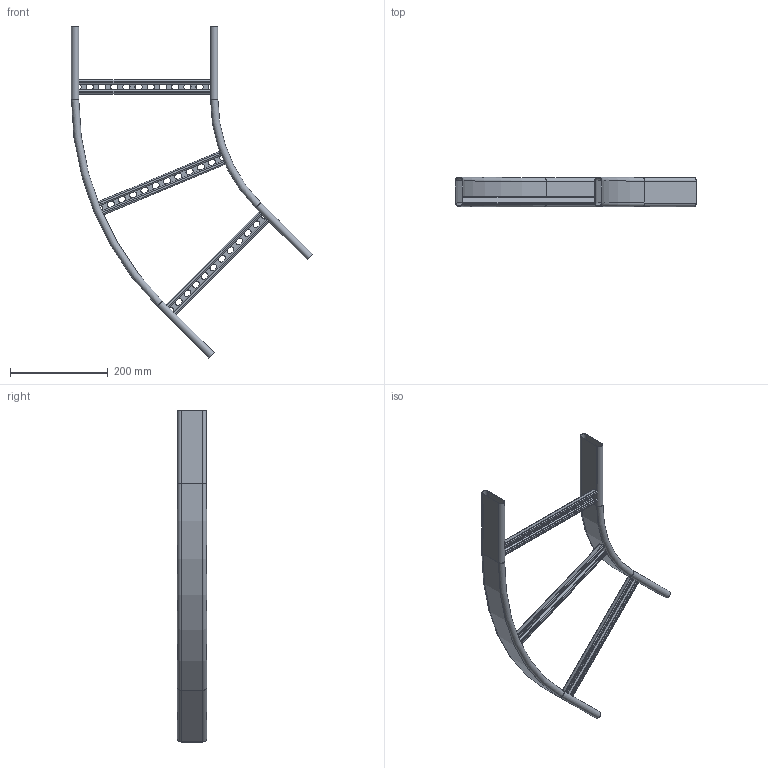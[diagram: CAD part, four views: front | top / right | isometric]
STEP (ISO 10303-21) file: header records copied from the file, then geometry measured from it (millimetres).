
FILE_DESCRIPTION (( 'STEP AP203' ), '1' );
FILE_NAME ('10-02-2694.STEP', '2013-05-14T06:17:49', ( 'asennus' ), ( '' ), 'SwSTEP 2.0', 'SolidWorks 2013', '' );
FILE_SCHEMA (( 'CONFIG_CONTROL_DESIGN' ));
Length unit declared in the file: millimetre
Products named in the file (1): 10-02-2694
Bounding box: 493.93 x 60 x 680.33 mm (x, y, z)
Volume: 224359.6 mm3; surface area: 452581.6 mm2
Topology: 5 solids, 5 shells, 352 faces, 850 edges, 508 vertices
Faces by surface type: plane 212, cylinder 132, torus 8
Entity records: 10267 total; most frequent: DIRECTION 1820, CARTESIAN_POINT 1711, ORIENTED_EDGE 1700, EDGE_CURVE 850, AXIS2_PLACEMENT_3D 617, LINE 586, VECTOR 586, VERTEX_POINT 508
